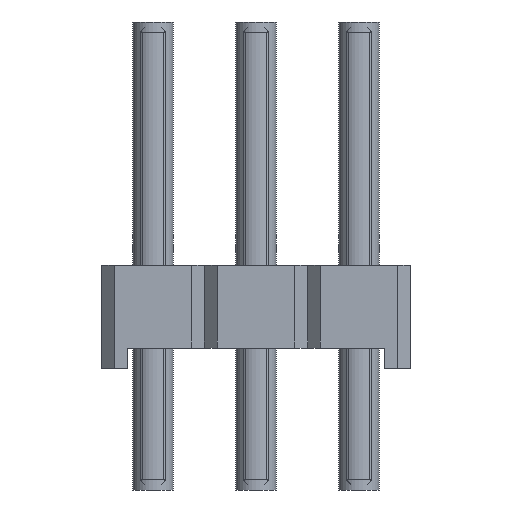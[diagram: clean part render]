
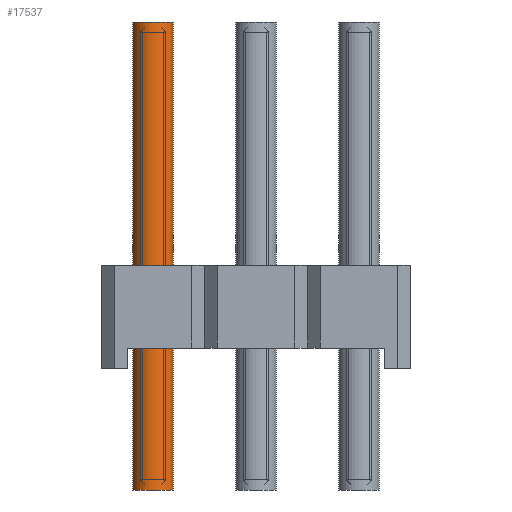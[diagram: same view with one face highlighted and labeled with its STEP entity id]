
A CAD part, left-side view. The second image highlights one B-rep face of the part: STEP entity #17537.
In plain terms, the highlighted cylindrical face has radius 0.5 mm (diameter 1 mm), a full revolution.
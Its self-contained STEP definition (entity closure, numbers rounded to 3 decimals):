
#359=CIRCLE('',#18468,0.5);
#360=CIRCLE('',#18469,0.5);
#1044=CYLINDRICAL_SURFACE('',#18467,0.5);
#1493=ORIENTED_EDGE('',*,*,#6691,.F.);
#1494=ORIENTED_EDGE('',*,*,#6692,.T.);
#6691=EDGE_CURVE('',#9299,#9299,#359,.T.);
#6692=EDGE_CURVE('',#9300,#9300,#360,.T.);
#9299=VERTEX_POINT('',#25432);
#9300=VERTEX_POINT('',#25434);
#14903=EDGE_LOOP('',(#1493));
#14904=EDGE_LOOP('',(#1494));
#15951=FACE_BOUND('',#14903,.T.);
#15952=FACE_BOUND('',#14904,.T.);
#17537=ADVANCED_FACE('',(#15951,#15952),#1044,.F.);
#18467=AXIS2_PLACEMENT_3D('',#25430,#20189,#20190);
#18468=AXIS2_PLACEMENT_3D('',#25431,#20191,#20192);
#18469=AXIS2_PLACEMENT_3D('',#25433,#20193,#20194);
#20189=DIRECTION('',(0.,0.,1.));
#20190=DIRECTION('',(1.,0.,0.));
#20191=DIRECTION('',(0.,0.,-1.));
#20192=DIRECTION('',(1.,0.,0.));
#20193=DIRECTION('',(0.,0.,-1.));
#20194=DIRECTION('',(1.,0.,0.));
#25430=CARTESIAN_POINT('',(0.,0.,0.));
#25431=CARTESIAN_POINT('',(0.,0.,11.54));
#25432=CARTESIAN_POINT('',(0.5,0.,11.54));
#25433=CARTESIAN_POINT('',(0.,0.,0.));
#25434=CARTESIAN_POINT('',(0.5,0.,0.));
